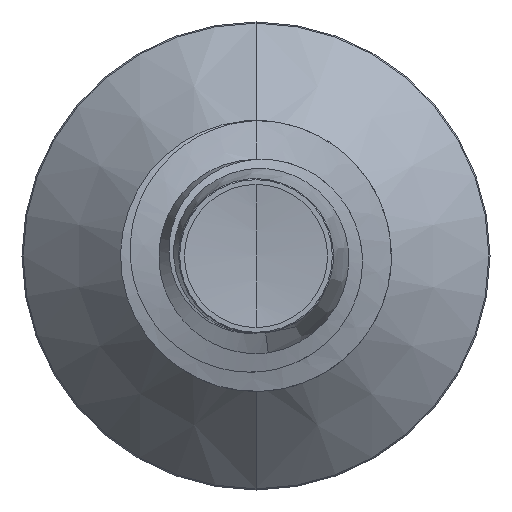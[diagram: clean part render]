
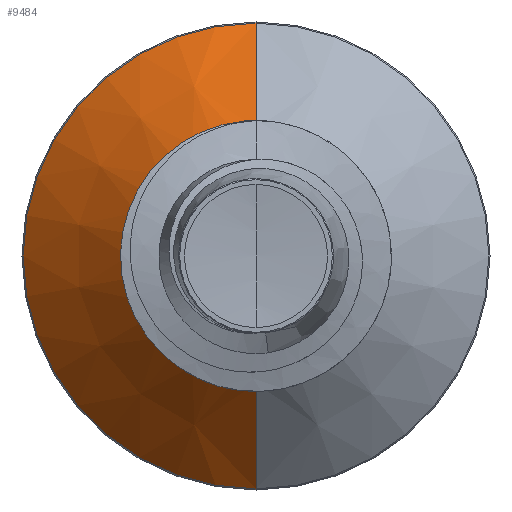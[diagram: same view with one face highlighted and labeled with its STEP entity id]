
A CAD part, front view. The second image highlights one B-rep face of the part: STEP entity #9484.
In plain terms, the highlighted conical face has half-angle 45 degrees and reference radius 1.034 mm.
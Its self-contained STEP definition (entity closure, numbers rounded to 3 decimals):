
#31 = FACE_OUTER_BOUND ( 'NONE', #7979, .T. ) ;
#772 = CARTESIAN_POINT ( 'NONE',  ( 0., 1.784, -1.034 ) ) ;
#775 = VECTOR ( 'NONE', #6975, 1000. ) ;
#820 = VERTEX_POINT ( 'NONE', #6365 ) ;
#1561 = CIRCLE ( 'NONE', #4802, 1.034 ) ;
#2147 = EDGE_CURVE ( 'NONE', #820, #4792, #4789, .T. ) ;
#2393 = VERTEX_POINT ( 'NONE', #772 ) ;
#3046 = LINE ( 'NONE', #4705, #775 ) ;
#3051 = DIRECTION ( 'NONE',  ( 0., 0., 1. ) ) ;
#3340 = DIRECTION ( 'NONE',  ( 0., 1., 0. ) ) ;
#3583 = ORIENTED_EDGE ( 'NONE', *, *, #5396, .F. ) ;
#3635 = EDGE_CURVE ( 'NONE', #8415, #4792, #4778, .T. ) ;
#3859 = ORIENTED_EDGE ( 'NONE', *, *, #3635, .T. ) ;
#4140 = DIRECTION ( 'NONE',  ( 0., 1., 0. ) ) ;
#4705 = CARTESIAN_POINT ( 'NONE',  ( 0., 1.784, -1.034 ) ) ;
#4778 = LINE ( 'NONE', #4999, #8661 ) ;
#4789 = CIRCLE ( 'NONE', #5154, 1.89 ) ;
#4792 = VERTEX_POINT ( 'NONE', #6283 ) ;
#4802 = AXIS2_PLACEMENT_3D ( 'NONE', #7886, #3340, #8588 ) ;
#4999 = CARTESIAN_POINT ( 'NONE',  ( 0., 1.784, 1.034 ) ) ;
#5154 = AXIS2_PLACEMENT_3D ( 'NONE', #9343, #9538, #3051 ) ;
#5396 = EDGE_CURVE ( 'NONE', #2393, #820, #3046, .T. ) ;
#5811 = AXIS2_PLACEMENT_3D ( 'NONE', #6440, #4140, #9295 ) ;
#5814 = CARTESIAN_POINT ( 'NONE',  ( 0., 1.784, 1.034 ) ) ;
#6283 = CARTESIAN_POINT ( 'NONE',  ( 0., 2.64, 1.89 ) ) ;
#6365 = CARTESIAN_POINT ( 'NONE',  ( 0., 2.64, -1.89 ) ) ;
#6440 = CARTESIAN_POINT ( 'NONE',  ( 0., 1.784, 0. ) ) ;
#6940 = DIRECTION ( 'NONE',  ( 0., 0.707, 0.707 ) ) ;
#6975 = DIRECTION ( 'NONE',  ( 0., 0.707, -0.707 ) ) ;
#7212 = CONICAL_SURFACE ( 'NONE', #5811, 1.034, 0.785 ) ;
#7877 = ORIENTED_EDGE ( 'NONE', *, *, #2147, .F. ) ;
#7886 = CARTESIAN_POINT ( 'NONE',  ( 0., 1.784, 0. ) ) ;
#7979 = EDGE_LOOP ( 'NONE', ( #3583, #9501, #3859, #7877 ) ) ;
#8415 = VERTEX_POINT ( 'NONE', #5814 ) ;
#8588 = DIRECTION ( 'NONE',  ( 0., 0., 1. ) ) ;
#8661 = VECTOR ( 'NONE', #6940, 1000. ) ;
#9295 = DIRECTION ( 'NONE',  ( 0., 0., 1. ) ) ;
#9343 = CARTESIAN_POINT ( 'NONE',  ( 0., 2.64, 0. ) ) ;
#9444 = EDGE_CURVE ( 'NONE', #2393, #8415, #1561, .T. ) ;
#9484 = ADVANCED_FACE ( 'NONE', ( #31 ), #7212, .T. ) ;
#9501 = ORIENTED_EDGE ( 'NONE', *, *, #9444, .T. ) ;
#9538 = DIRECTION ( 'NONE',  ( 0., 1., 0. ) ) ;
